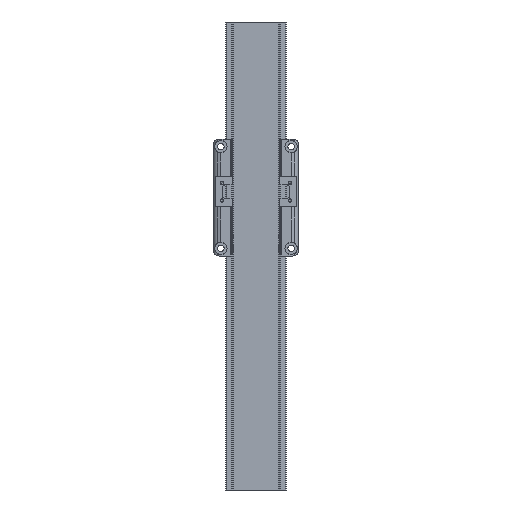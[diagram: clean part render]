
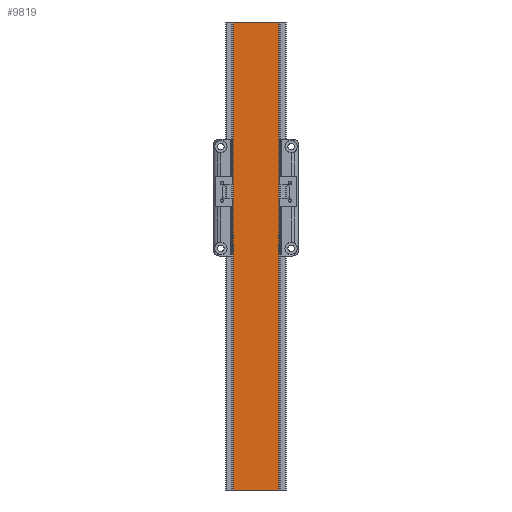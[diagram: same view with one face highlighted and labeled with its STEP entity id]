
A CAD part, front view. The second image highlights one B-rep face of the part: STEP entity #9819.
In plain terms, the highlighted planar face has unit normal (0, -1, 0).
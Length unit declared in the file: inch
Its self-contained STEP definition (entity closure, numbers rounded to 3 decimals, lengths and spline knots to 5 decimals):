
#147 = LINE ( 'NONE', #12355, #8532 ) ;
#1029 = VECTOR ( 'NONE', #7938, 39.37008 ) ;
#1221 = DIRECTION ( 'NONE',  ( 1., 0., 0. ) ) ;
#1495 = DIRECTION ( 'NONE',  ( 0., -1., 0. ) ) ;
#1539 = LINE ( 'NONE', #9897, #8986 ) ;
#1655 = VERTEX_POINT ( 'NONE', #6009 ) ;
#1734 = CARTESIAN_POINT ( 'NONE',  ( 0.76033, -0.63387, -15.748 ) ) ;
#1878 = CARTESIAN_POINT ( 'NONE',  ( -0.76033, -0.63387, -15.748 ) ) ;
#1955 = LINE ( 'NONE', #1878, #1029 ) ;
#2592 = CARTESIAN_POINT ( 'NONE',  ( -0.76033, -0.63387, -15.748 ) ) ;
#2945 = EDGE_LOOP ( 'NONE', ( #12498, #4582, #12783, #7313 ) ) ;
#3336 = EDGE_CURVE ( 'NONE', #4244, #1655, #147, .T. ) ;
#4048 = PLANE ( 'NONE',  #9299 ) ;
#4223 = VECTOR ( 'NONE', #11743, 39.37008 ) ;
#4244 = VERTEX_POINT ( 'NONE', #14875 ) ;
#4367 = EDGE_CURVE ( 'NONE', #14369, #1655, #5680, .T. ) ;
#4582 = ORIENTED_EDGE ( 'NONE', *, *, #13291, .F. ) ;
#5584 = EDGE_CURVE ( 'NONE', #11474, #14369, #1539, .T. ) ;
#5680 = LINE ( 'NONE', #5846, #4223 ) ;
#5846 = CARTESIAN_POINT ( 'NONE',  ( 0.76033, -0.63387, -15.748 ) ) ;
#6009 = CARTESIAN_POINT ( 'NONE',  ( 0.76033, -0.63387, 0. ) ) ;
#6438 = FACE_OUTER_BOUND ( 'NONE', #2945, .T. ) ;
#7313 = ORIENTED_EDGE ( 'NONE', *, *, #4367, .T. ) ;
#7400 = DIRECTION ( 'NONE',  ( 0., 0., -1. ) ) ;
#7938 = DIRECTION ( 'NONE',  ( 0., 0., 1. ) ) ;
#8532 = VECTOR ( 'NONE', #14604, 39.37008 ) ;
#8986 = VECTOR ( 'NONE', #1221, 39.37008 ) ;
#9299 = AXIS2_PLACEMENT_3D ( 'NONE', #9939, #1495, #7400 ) ;
#9819 = ADVANCED_FACE ( 'NONE', ( #6438 ), #4048, .T. ) ;
#9897 = CARTESIAN_POINT ( 'NONE',  ( -0.76033, -0.63387, -15.748 ) ) ;
#9939 = CARTESIAN_POINT ( 'NONE',  ( -0.76033, -0.63387, -15.748 ) ) ;
#11474 = VERTEX_POINT ( 'NONE', #2592 ) ;
#11743 = DIRECTION ( 'NONE',  ( 0., 0., 1. ) ) ;
#12355 = CARTESIAN_POINT ( 'NONE',  ( -0.76033, -0.63387, 0. ) ) ;
#12498 = ORIENTED_EDGE ( 'NONE', *, *, #3336, .F. ) ;
#12783 = ORIENTED_EDGE ( 'NONE', *, *, #5584, .T. ) ;
#13291 = EDGE_CURVE ( 'NONE', #11474, #4244, #1955, .T. ) ;
#14369 = VERTEX_POINT ( 'NONE', #1734 ) ;
#14604 = DIRECTION ( 'NONE',  ( 1., 0., 0. ) ) ;
#14875 = CARTESIAN_POINT ( 'NONE',  ( -0.76033, -0.63387, 0. ) ) ;
